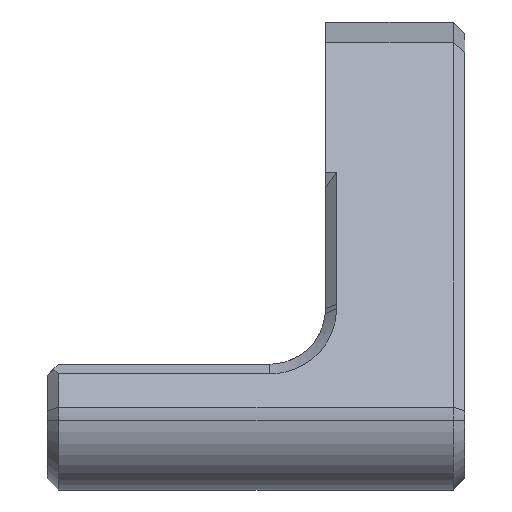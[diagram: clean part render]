
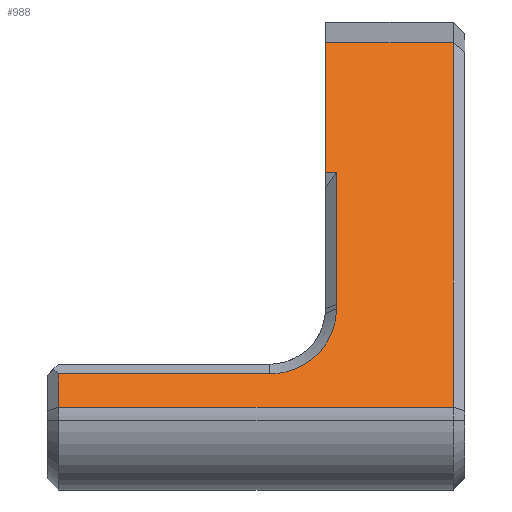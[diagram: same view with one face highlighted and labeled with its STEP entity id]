
A CAD part, left-side view. The second image highlights one B-rep face of the part: STEP entity #988.
In plain terms, the highlighted planar face has unit normal (-0.882, 0, 0.471).
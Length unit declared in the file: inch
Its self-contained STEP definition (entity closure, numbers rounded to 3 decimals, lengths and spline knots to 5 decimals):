
#115=ELLIPSE('',#1046,0.44517,0.30938);
#118=PLANE('',#1045);
#177=VECTOR('',#1123,1.);
#180=VECTOR('',#1127,1.);
#181=VECTOR('',#1128,1.);
#182=VECTOR('',#1129,1.);
#183=VECTOR('',#1132,1.);
#184=VECTOR('',#1133,1.);
#185=VECTOR('',#1134,1.);
#186=VECTOR('',#1135,1.);
#257=LINE('',#2339,#177);
#260=LINE('',#2345,#180);
#261=LINE('',#2347,#181);
#262=LINE('',#2349,#182);
#263=LINE('',#2361,#183);
#264=LINE('',#2363,#184);
#265=LINE('',#2365,#185);
#266=LINE('',#2367,#186);
#349=VERTEX_POINT('',#2338);
#350=VERTEX_POINT('',#2340);
#352=VERTEX_POINT('',#2346);
#353=VERTEX_POINT('',#2348);
#354=VERTEX_POINT('',#2350);
#355=VERTEX_POINT('',#2352);
#356=VERTEX_POINT('',#2360);
#357=VERTEX_POINT('',#2362);
#358=VERTEX_POINT('',#2364);
#359=VERTEX_POINT('',#2366);
#434=B_SPLINE_CURVE_WITH_KNOTS('',3,(#2353,#2354,#2355,#2356,#2357,#2358,
#2359),.UNSPECIFIED.,.F.,.U.,(4,3,4),(0.,0.5,1.),.UNSPECIFIED.);
#467=EDGE_CURVE('',#350,#349,#257,.F.);
#470=EDGE_CURVE('',#349,#352,#260,.T.);
#471=EDGE_CURVE('',#353,#352,#261,.T.);
#472=EDGE_CURVE('',#354,#353,#262,.T.);
#473=EDGE_CURVE('',#355,#354,#115,.T.);
#474=EDGE_CURVE('',#356,#355,#434,.F.);
#475=EDGE_CURVE('',#357,#356,#263,.T.);
#476=EDGE_CURVE('',#358,#357,#264,.T.);
#477=EDGE_CURVE('',#358,#359,#265,.F.);
#478=EDGE_CURVE('',#350,#359,#266,.F.);
#612=ORIENTED_EDGE('',*,*,#470,.T.);
#613=ORIENTED_EDGE('',*,*,#471,.F.);
#614=ORIENTED_EDGE('',*,*,#472,.F.);
#615=ORIENTED_EDGE('',*,*,#473,.F.);
#616=ORIENTED_EDGE('',*,*,#474,.F.);
#617=ORIENTED_EDGE('',*,*,#475,.F.);
#618=ORIENTED_EDGE('',*,*,#476,.F.);
#619=ORIENTED_EDGE('',*,*,#477,.T.);
#620=ORIENTED_EDGE('',*,*,#478,.F.);
#621=ORIENTED_EDGE('',*,*,#467,.T.);
#872=EDGE_LOOP('',(#612,#613,#614,#615,#616,#617,#618,#619,#620,#621));
#930=FACE_BOUND('',#872,.T.);
#988=ADVANCED_FACE('',(#930),#118,.T.);
#1045=AXIS2_PLACEMENT_3D('',#2344,#1126,$);
#1046=AXIS2_PLACEMENT_3D('',#2351,#1130,#1131);
#1123=DIRECTION('',(0.,-1.,0.));
#1126=DIRECTION('',(-0.882,0.,0.471));
#1127=DIRECTION('',(-0.471,0.,-0.882));
#1128=DIRECTION('',(0.,1.,0.));
#1129=DIRECTION('',(0.471,0.,0.882));
#1130=DIRECTION('',(-0.882,0.,0.471));
#1131=DIRECTION('',(0.054,0.43,0.101));
#1132=DIRECTION('',(0.,-1.,0.));
#1133=DIRECTION('',(0.471,0.,0.882));
#1134=DIRECTION('',(0.,1.,0.));
#1135=DIRECTION('',(0.471,0.,0.882));
#2338=CARTESIAN_POINT('',(10.56902,-5.71654,2.0119));
#2339=CARTESIAN_POINT('',(10.56902,-5.67717,2.0119));
#2340=CARTESIAN_POINT('',(10.56902,-5.89764,2.0119));
#2344=CARTESIAN_POINT('',(10.56902,-5.67717,2.0119));
#2345=CARTESIAN_POINT('',(10.53946,-5.71654,1.95662));
#2346=CARTESIAN_POINT('',(10.47093,-5.71654,1.82842));
#2347=CARTESIAN_POINT('',(10.47093,-5.67717,1.82842));
#2348=CARTESIAN_POINT('',(10.47093,-5.73228,1.82842));
#2349=CARTESIAN_POINT('',(10.52601,-5.73228,1.93145));
#2350=CARTESIAN_POINT('',(10.37102,-5.73228,1.64152));
#2351=CARTESIAN_POINT('',(10.3984,-5.29476,1.69274));
#2352=CARTESIAN_POINT('',(10.36788,-5.73219,1.63566));
#2353=CARTESIAN_POINT('',(10.36788,-5.73219,1.63566));
#2354=CARTESIAN_POINT('',(10.35559,-5.7323,1.61266));
#2355=CARTESIAN_POINT('',(10.34314,-5.72346,1.58937));
#2356=CARTESIAN_POINT('',(10.33383,-5.70636,1.57196));
#2357=CARTESIAN_POINT('',(10.32452,-5.68925,1.55455));
#2358=CARTESIAN_POINT('',(10.31837,-5.66387,1.54304));
#2359=CARTESIAN_POINT('',(10.31836,-5.6378,1.54303));
#2360=CARTESIAN_POINT('',(10.31836,-5.6378,1.54303));
#2361=CARTESIAN_POINT('',(10.31836,-5.58858,1.54303));
#2362=CARTESIAN_POINT('',(10.31836,-5.33858,1.54303));
#2363=CARTESIAN_POINT('',(10.50643,-5.33858,1.89482));
#2364=CARTESIAN_POINT('',(10.29325,-5.33858,1.49605));
#2365=CARTESIAN_POINT('',(10.29325,-5.32283,1.49605));
#2366=CARTESIAN_POINT('',(10.29325,-5.89764,1.49605));
#2367=CARTESIAN_POINT('',(10.50317,-5.89764,1.88873));
